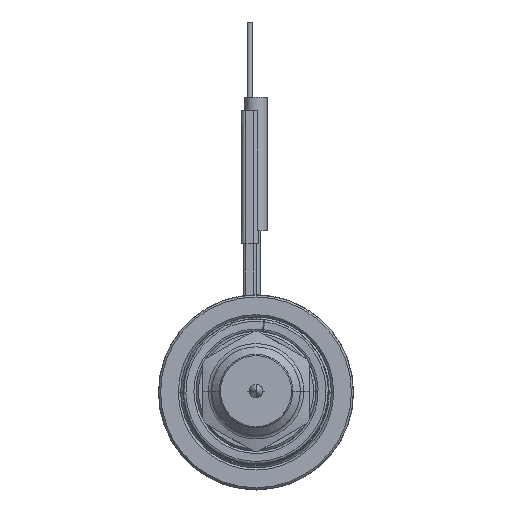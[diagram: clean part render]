
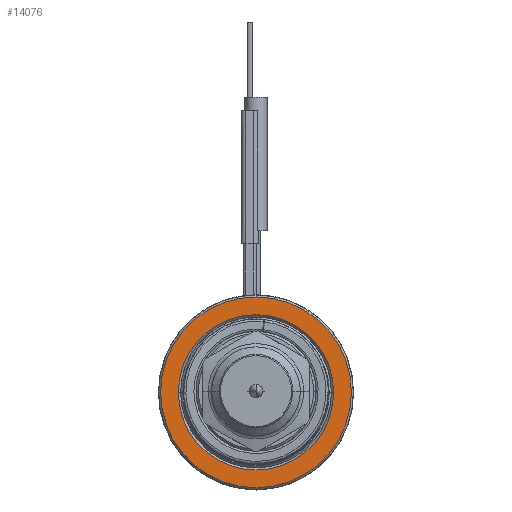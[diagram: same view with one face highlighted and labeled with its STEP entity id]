
A CAD part, top view. The second image highlights one B-rep face of the part: STEP entity #14076.
In plain terms, the highlighted planar face has unit normal (0, 0, 1).
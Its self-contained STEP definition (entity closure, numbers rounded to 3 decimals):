
#4215=CARTESIAN_POINT('',(0.,0.,40.));
#4216=DIRECTION('',(0.,0.,-1.));
#4217=DIRECTION('',(-1.,0.,0.));
#4218=AXIS2_PLACEMENT_3D('',#4215,#4216,#4217);
#4229=CARTESIAN_POINT('',(0.,0.,
40.));
#4230=DIRECTION('',(0.,0.,-1.));
#4231=DIRECTION('',(1.,0.,0.));
#4232=AXIS2_PLACEMENT_3D('',#4229,#4230,#4231);
#4243=CARTESIAN_POINT('',(0.,0.,
40.));
#4244=DIRECTION('',(0.,0.,-1.));
#4245=DIRECTION('',(1.,0.,0.));
#4246=AXIS2_PLACEMENT_3D('',#4243,#4244,#4245);
#4257=CARTESIAN_POINT('',(0.,0.,
40.));
#4258=DIRECTION('',(0.,0.,-1.));
#4259=DIRECTION('',(-1.,0.,0.));
#4260=AXIS2_PLACEMENT_3D('',#4257,#4258,#4259);
#8326=CARTESIAN_POINT('',(21.5,0.,40.));
#8327=CARTESIAN_POINT('',(-21.5,0.,40.));
#8328=VERTEX_POINT('',#8326);
#8329=VERTEX_POINT('',#8327);
#8330=CARTESIAN_POINT('',(17.5,0.,40.));
#8331=CARTESIAN_POINT('',(-17.5,0.,40.));
#8332=VERTEX_POINT('',#8330);
#8333=VERTEX_POINT('',#8331);
#14061=CARTESIAN_POINT('',(0.,0.,40.));
#14062=DIRECTION('',(0.,0.,1.));
#14063=DIRECTION('',(-1.,0.,0.));
#14064=AXIS2_PLACEMENT_3D('',#14061,#14062,#14063);
#14065=PLANE('',#14064);
#14066=ORIENTED_EDGE('',*,*,#14043,.T.);
#14067=ORIENTED_EDGE('',*,*,#14028,.T.);
#14068=EDGE_LOOP('',(#14066,#14067));
#14069=FACE_OUTER_BOUND('',#14068,.F.);
#14071=ORIENTED_EDGE('',*,*,#14070,.F.);
#14073=ORIENTED_EDGE('',*,*,#14072,.F.);
#14074=EDGE_LOOP('',(#14071,#14073));
#14075=FACE_BOUND('',#14074,.F.);
#4219=CIRCLE('',#4218,21.5);
#4233=CIRCLE('',#4232,21.5);
#4247=CIRCLE('',#4246,17.5);
#4261=CIRCLE('',#4260,17.5);
#14028=EDGE_CURVE('',#8329,#8328,#4219,.T.);
#14043=EDGE_CURVE('',#8328,#8329,#4233,.T.);
#14070=EDGE_CURVE('',#8332,#8333,#4247,.T.);
#14072=EDGE_CURVE('',#8333,#8332,#4261,.T.);
#14076=ADVANCED_FACE('',(#14069,#14075),#14065,.T.);
